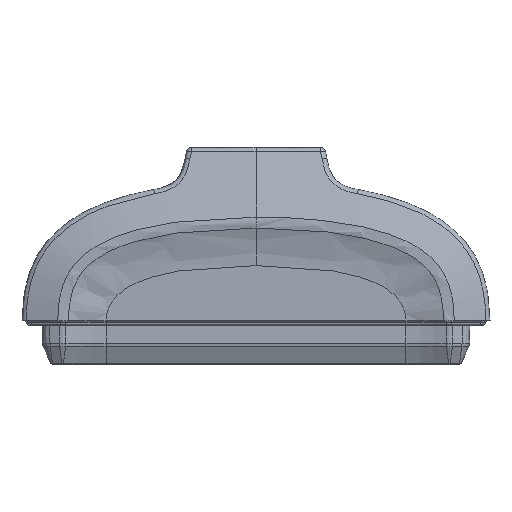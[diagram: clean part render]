
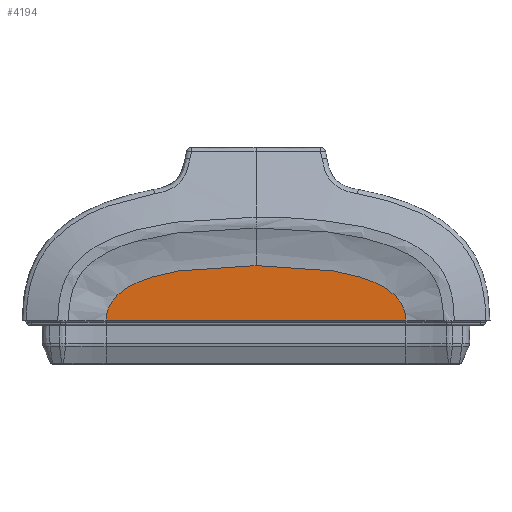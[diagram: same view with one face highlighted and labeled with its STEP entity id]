
A CAD part, top view. The second image highlights one B-rep face of the part: STEP entity #4194.
In plain terms, the highlighted planar face has unit normal (0, 0, 1).
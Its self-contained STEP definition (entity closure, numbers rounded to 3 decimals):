
#837 = CARTESIAN_POINT ( 'NONE',  ( 0., 5.065, 5. ) ) ;
#1024 = ORIENTED_EDGE ( 'NONE', *, *, #7706, .T. ) ;
#1137 = DIRECTION ( 'NONE',  ( 1., 0., 0. ) ) ;
#2050 = CARTESIAN_POINT ( 'NONE',  ( 11.422, 3.328, 5. ) ) ;
#2687 = VECTOR ( 'NONE', #1137, 1000. ) ;
#4194 = ADVANCED_FACE ( 'NONE', ( #13231 ), #11697, .F. ) ;
#4309 = ORIENTED_EDGE ( 'NONE', *, *, #20799, .F. ) ;
#5436 = VERTEX_POINT ( 'NONE', #12680 ) ;
#6102 = CARTESIAN_POINT ( 'NONE',  ( -1.482, 5.065, 5. ) ) ;
#6785 = EDGE_LOOP ( 'NONE', ( #25171, #4309, #1024 ) ) ;
#7078 = CARTESIAN_POINT ( 'NONE',  ( 4.136, 4.972, 5. ) ) ;
#7706 = EDGE_CURVE ( 'NONE', #5436, #30642, #14570, .T. ) ;
#8521 = LINE ( 'NONE', #28051, #2687 ) ;
#9770 = CARTESIAN_POINT ( 'NONE',  ( 13.765, 0., 5. ) ) ;
#9999 = CARTESIAN_POINT ( 'NONE',  ( 13.343, 1.67, 5. ) ) ;
#11697 = PLANE ( 'NONE',  #30379 ) ;
#12680 = CARTESIAN_POINT ( 'NONE',  ( 0., 5.065, 5. ) ) ;
#13231 = FACE_OUTER_BOUND ( 'NONE', #6785, .T. ) ;
#13852 = CARTESIAN_POINT ( 'NONE',  ( -11.422, 3.328, 5. ) ) ;
#14570 = B_SPLINE_CURVE_WITH_KNOTS ( 'NONE', 3,
 ( #837, #6102, #32964, #19570, #27752, #13852, #25046, #30353, #16950, #16835, #19463 ),
 .UNSPECIFIED., .F., .F.,
 ( 4, 1, 1, 1, 1, 1, 1, 1, 4 ),
 ( 0., 0.125, 0.25, 0.375, 0.5, 0.625, 0.75, 0.875, 1. ),
 .UNSPECIFIED. ) ;
#16835 = CARTESIAN_POINT ( 'NONE',  ( -13.765, 0.26, 5. ) ) ;
#16950 = CARTESIAN_POINT ( 'NONE',  ( -13.705, 0.808, 5. ) ) ;
#18000 = EDGE_CURVE ( 'NONE', #30642, #28373, #8521, .T. ) ;
#18066 = CARTESIAN_POINT ( 'NONE',  ( 12.613, 2.525, 5. ) ) ;
#19463 = CARTESIAN_POINT ( 'NONE',  ( -13.765, 0., 5. ) ) ;
#19533 = CARTESIAN_POINT ( 'NONE',  ( -11.329, 3.312, 5. ) ) ;
#19570 = CARTESIAN_POINT ( 'NONE',  ( -7.277, 4.597, 5. ) ) ;
#20456 = CARTESIAN_POINT ( 'NONE',  ( -13.765, 0., 5. ) ) ;
#20799 = EDGE_CURVE ( 'NONE', #5436, #28373, #27602, .T. ) ;
#23390 = CARTESIAN_POINT ( 'NONE',  ( 13.765, 0., 5. ) ) ;
#23534 = CARTESIAN_POINT ( 'NONE',  ( 13.765, 0.26, 5. ) ) ;
#25046 = CARTESIAN_POINT ( 'NONE',  ( -12.613, 2.525, 5. ) ) ;
#25171 = ORIENTED_EDGE ( 'NONE', *, *, #18000, .T. ) ;
#25362 = DIRECTION ( 'NONE',  ( 0., 0., -1. ) ) ;
#26040 = CARTESIAN_POINT ( 'NONE',  ( 7.277, 4.597, 5. ) ) ;
#27602 = B_SPLINE_CURVE_WITH_KNOTS ( 'NONE', 3,
 ( #34174, #29094, #7078, #26040, #34406, #2050, #18066, #9999, #31344, #23534, #9770 ),
 .UNSPECIFIED., .F., .F.,
 ( 4, 1, 1, 1, 1, 1, 1, 1, 4 ),
 ( 0., 0.125, 0.25, 0.375, 0.5, 0.625, 0.75, 0.875, 1. ),
 .UNSPECIFIED. ) ;
#27752 = CARTESIAN_POINT ( 'NONE',  ( -9.675, 4.034, 5. ) ) ;
#28051 = CARTESIAN_POINT ( 'NONE',  ( -13.765, 0., 5. ) ) ;
#28373 = VERTEX_POINT ( 'NONE', #23390 ) ;
#29094 = CARTESIAN_POINT ( 'NONE',  ( 1.482, 5.065, 5. ) ) ;
#30353 = CARTESIAN_POINT ( 'NONE',  ( -13.343, 1.67, 5. ) ) ;
#30379 = AXIS2_PLACEMENT_3D ( 'NONE', #19533, #25362, #30428 ) ;
#30428 = DIRECTION ( 'NONE',  ( -1., 0., 0. ) ) ;
#30642 = VERTEX_POINT ( 'NONE', #20456 ) ;
#31344 = CARTESIAN_POINT ( 'NONE',  ( 13.705, 0.808, 5. ) ) ;
#32964 = CARTESIAN_POINT ( 'NONE',  ( -4.136, 4.972, 5. ) ) ;
#34174 = CARTESIAN_POINT ( 'NONE',  ( 0., 5.065, 5. ) ) ;
#34406 = CARTESIAN_POINT ( 'NONE',  ( 9.675, 4.034, 5. ) ) ;
